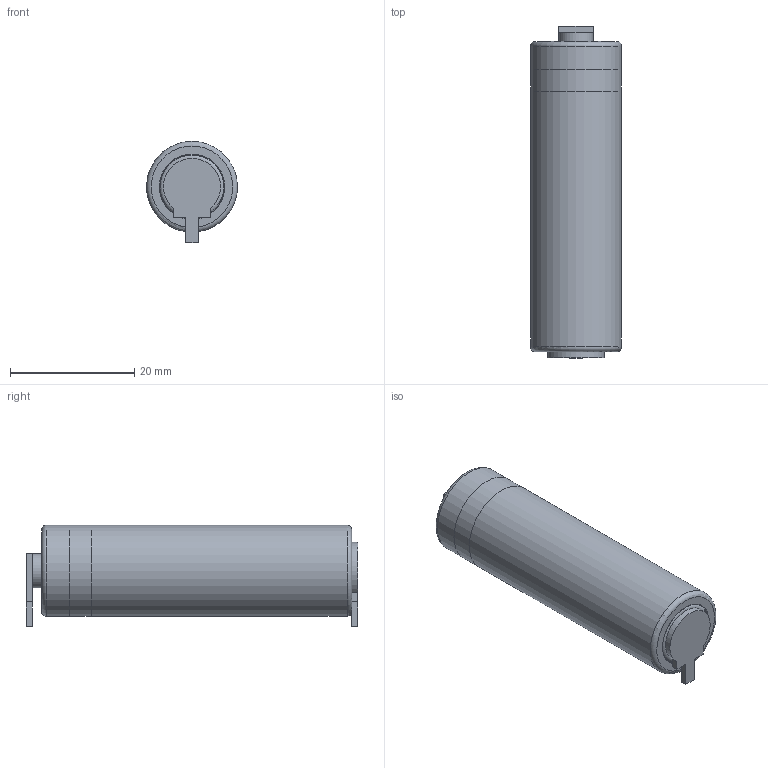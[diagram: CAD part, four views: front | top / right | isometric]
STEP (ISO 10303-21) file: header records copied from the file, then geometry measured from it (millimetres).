
FILE_DESCRIPTION(/* description */ (''),/* implementation_level */ '2;1');
FILE_NAME(/* name */ 'Saft LS 14500 AA Size Lithium Battery v2.step',/* time_stamp */ '2025-08-12T07:24:27+03:00',/* author */ (''),/* organization */ (''),/* preprocessor_version */ 'ST-DEVELOPER v20.1',/* originating_system */ 'Autodesk Translation Framework v14.10.0.0',/* authorisation */ '');
FILE_SCHEMA (('AUTOMOTIVE_DESIGN { 1 0 10303 214 3 1 1 }'));
Length unit declared in the file: millimetre
Products named in the file (1): Saft LS 14500 AA Size Lithium Battery
Bounding box: 14.65 x 53.5 x 16.32 mm (x, y, z)
Volume: 8578.3 mm3; surface area: 2805 mm2
Topology: 1 solids, 1 shells, 40 faces, 104 edges, 62 vertices
Faces by surface type: plane 25, cylinder 7, torus 6, cone 2
Full cylindrical faces by diameter (mm): 5.5 x1, 10.433 x2, 14.65 x3
Entity records: 1295 total; most frequent: DIRECTION 225, ORIENTED_EDGE 208, CARTESIAN_POINT 207, EDGE_CURVE 104, AXIS2_PLACEMENT_3D 80, LINE 65, VECTOR 65, VERTEX_POINT 62
